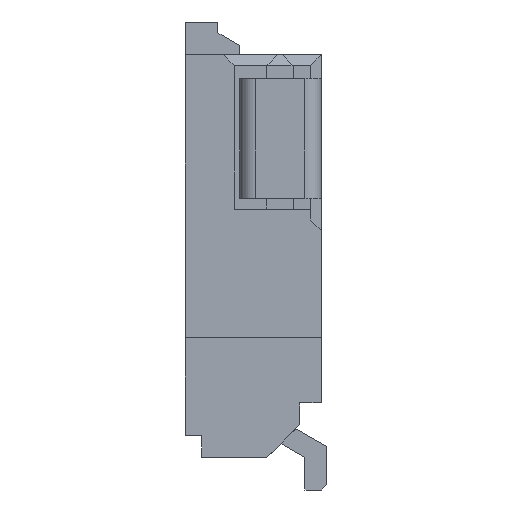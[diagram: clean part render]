
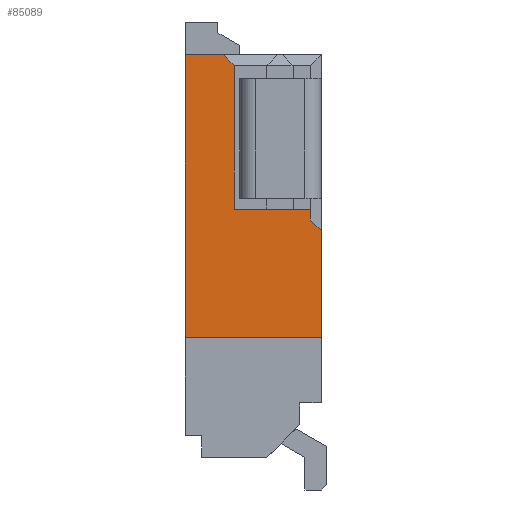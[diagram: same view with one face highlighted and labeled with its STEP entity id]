
A CAD part, left-side view. The second image highlights one B-rep face of the part: STEP entity #85089.
In plain terms, the highlighted planar face has unit normal (-1, 0, 0).
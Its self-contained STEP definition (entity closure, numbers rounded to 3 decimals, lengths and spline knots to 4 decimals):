
#901=DIRECTION('',(0.,0.,1.));
#902=VECTOR('',#901,0.98);
#903=CARTESIAN_POINT('',(-15.35,0.,-2.6));
#904=LINE('',#903,#902);
#7765=DIRECTION('',(0.,0.,1.));
#7766=VECTOR('',#7765,2.6);
#7767=CARTESIAN_POINT('',(-15.35,1.25,-2.6));
#7768=LINE('',#7767,#7766);
#30807=DIRECTION('',(0.,1.,0.));
#30808=VECTOR('',#30807,0.35);
#30809=CARTESIAN_POINT('',(-15.35,0.9,0.));
#30810=LINE('',#30809,#30808);
#31031=DIRECTION('',(0.,0.,-1.));
#31032=VECTOR('',#31031,0.1);
#31033=CARTESIAN_POINT('',(-15.35,0.1,-1.42));
#31034=LINE('',#31033,#31032);
#31035=DIRECTION('',(0.,-0.707,-0.707));
#31036=VECTOR('',#31035,0.1414);
#31037=CARTESIAN_POINT('',(-15.35,0.1,-1.52));
#31038=LINE('',#31037,#31036);
#31039=DIRECTION('',(0.,1.,0.));
#31040=VECTOR('',#31039,1.25);
#31041=CARTESIAN_POINT('',(-15.35,0.,-2.6));
#31042=LINE('',#31041,#31040);
#31043=DIRECTION('',(0.,0.,-1.));
#31044=VECTOR('',#31043,1.32);
#31045=CARTESIAN_POINT('',(-15.35,0.8,-0.1));
#31046=LINE('',#31045,#31044);
#31047=DIRECTION('',(0.,1.,0.));
#31048=VECTOR('',#31047,0.7);
#31049=CARTESIAN_POINT('',(-15.35,0.1,-1.42));
#31050=LINE('',#31049,#31048);
#31071=DIRECTION('',(0.,-0.707,-0.707));
#31072=VECTOR('',#31071,0.1414);
#31073=CARTESIAN_POINT('',(-15.35,0.9,0.));
#31074=LINE('',#31073,#31072);
#31932=CARTESIAN_POINT('',(-15.35,0.,-2.6));
#31934=VERTEX_POINT('',#31932);
#31942=CARTESIAN_POINT('',(-15.35,1.25,-2.6));
#31944=VERTEX_POINT('',#31942);
#31945=CARTESIAN_POINT('',(-15.35,1.25,0.));
#31946=VERTEX_POINT('',#31945);
#32385=CARTESIAN_POINT('',(-15.35,0.8,-1.42));
#32386=VERTEX_POINT('',#32385);
#32399=CARTESIAN_POINT('',(-15.35,0.,-1.62));
#32401=VERTEX_POINT('',#32399);
#32403=CARTESIAN_POINT('',(-15.35,0.1,-1.42));
#32404=CARTESIAN_POINT('',(-15.35,0.1,-1.52));
#32405=VERTEX_POINT('',#32403);
#32406=VERTEX_POINT('',#32404);
#32569=CARTESIAN_POINT('',(-15.35,0.9,0.));
#32570=VERTEX_POINT('',#32569);
#32571=CARTESIAN_POINT('',(-15.35,0.8,-0.1));
#32572=VERTEX_POINT('',#32571);
#85069=CARTESIAN_POINT('',(-15.35,0.,-2.6));
#85070=DIRECTION('',(-1.,0.,0.));
#85071=DIRECTION('',(0.,0.,1.));
#85072=AXIS2_PLACEMENT_3D('',#85069,#85070,#85071);
#85073=PLANE('',#85072);
#85074=ORIENTED_EDGE('',*,*,#85060,.T.);
#85076=ORIENTED_EDGE('',*,*,#85075,.T.);
#85077=ORIENTED_EDGE('',*,*,#42246,.F.);
#85079=ORIENTED_EDGE('',*,*,#85078,.T.);
#85080=ORIENTED_EDGE('',*,*,#49314,.T.);
#85081=ORIENTED_EDGE('',*,*,#84726,.F.);
#85083=ORIENTED_EDGE('',*,*,#85082,.T.);
#85085=ORIENTED_EDGE('',*,*,#85084,.T.);
#85086=ORIENTED_EDGE('',*,*,#84644,.F.);
#85087=EDGE_LOOP('',(#85074,#85076,#85077,#85079,#85080,#85081,#85083,#85085,
#85086));
#85088=FACE_OUTER_BOUND('',#85087,.F.);
#85089=ADVANCED_FACE('',(#85088),#85073,.T.);
#42246=EDGE_CURVE('',#31934,#32401,#904,.T.);
#49314=EDGE_CURVE('',#31944,#31946,#7768,.T.);
#84644=EDGE_CURVE('',#32405,#32386,#31050,.T.);
#84726=EDGE_CURVE('',#32570,#31946,#30810,.T.);
#85060=EDGE_CURVE('',#32405,#32406,#31034,.T.);
#85075=EDGE_CURVE('',#32406,#32401,#31038,.T.);
#85078=EDGE_CURVE('',#31934,#31944,#31042,.T.);
#85082=EDGE_CURVE('',#32570,#32572,#31074,.T.);
#85084=EDGE_CURVE('',#32572,#32386,#31046,.T.);
